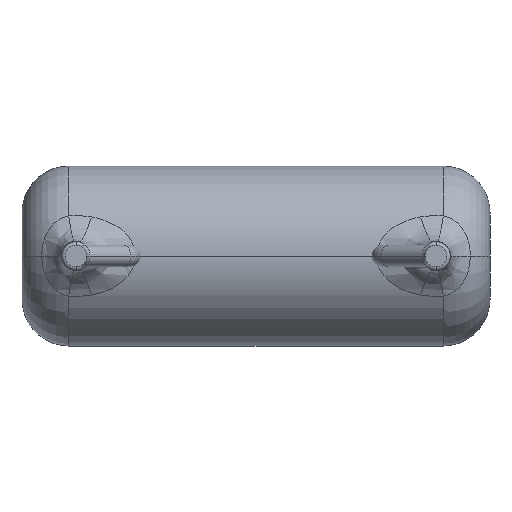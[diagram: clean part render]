
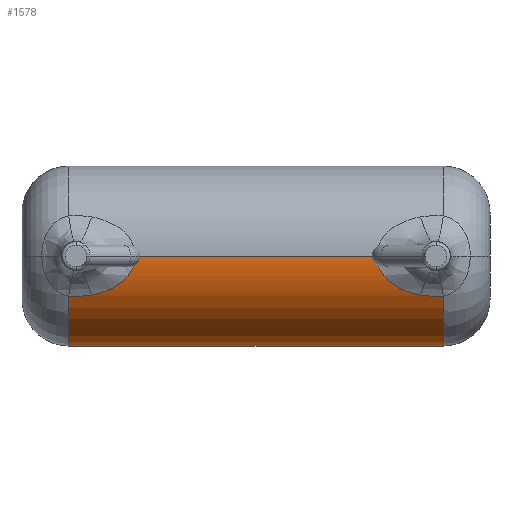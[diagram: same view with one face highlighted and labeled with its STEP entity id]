
A CAD part, front view. The second image highlights one B-rep face of the part: STEP entity #1578.
In plain terms, the highlighted cylindrical face has radius 2.5 mm (diameter 5 mm), a partial arc.
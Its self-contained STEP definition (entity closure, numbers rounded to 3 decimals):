
#9 = CARTESIAN_POINT ( 'NONE',  ( 4.426, 5.235, -1.058 ) ) ;
#49 = CARTESIAN_POINT ( 'NONE',  ( 5.2, 5.261, -1.112 ) ) ;
#65 = CARTESIAN_POINT ( 'NONE',  ( 5.2, 7.5, 0. ) ) ;
#70 = CARTESIAN_POINT ( 'NONE',  ( -3.88, 5.144, -0.842 ) ) ;
#78 = VERTEX_POINT ( 'NONE', #49 ) ;
#146 = ORIENTED_EDGE ( 'NONE', *, *, #1384, .T. ) ;
#186 = ORIENTED_EDGE ( 'NONE', *, *, #1038, .T. ) ;
#201 = FACE_OUTER_BOUND ( 'NONE', #1601, .T. ) ;
#215 = VERTEX_POINT ( 'NONE', #347 ) ;
#227 = CARTESIAN_POINT ( 'NONE',  ( 3.88, 5.144, -0.842 ) ) ;
#247 = CARTESIAN_POINT ( 'NONE',  ( 4.99, 5.269, -1.128 ) ) ;
#282 = ORIENTED_EDGE ( 'NONE', *, *, #2323, .F. ) ;
#347 = CARTESIAN_POINT ( 'NONE',  ( -3.357, 5., 0. ) ) ;
#355 = DIRECTION ( 'NONE',  ( 1., 0., 0. ) ) ;
#368 = LINE ( 'NONE', #1290, #2278 ) ;
#397 = CARTESIAN_POINT ( 'NONE',  ( 4.01, 5.171, -0.911 ) ) ;
#399 = DIRECTION ( 'NONE',  ( -1., 0., 0. ) ) ;
#430 = VERTEX_POINT ( 'NONE', #1739 ) ;
#439 = CARTESIAN_POINT ( 'NONE',  ( -3.357, 5., 0. ) ) ;
#453 = CARTESIAN_POINT ( 'NONE',  ( -4.284, 5.217, -1.02 ) ) ;
#486 = ORIENTED_EDGE ( 'NONE', *, *, #922, .F. ) ;
#513 = VERTEX_POINT ( 'NONE', #697 ) ;
#538 = CARTESIAN_POINT ( 'NONE',  ( -4.573, 5.247, -1.084 ) ) ;
#622 = CARTESIAN_POINT ( 'NONE',  ( -3.4, 5.015, -0.299 ) ) ;
#635 = CARTESIAN_POINT ( 'NONE',  ( -4.573, 5.247, -1.084 ) ) ;
#697 = CARTESIAN_POINT ( 'NONE',  ( 3.357, 5., 0. ) ) ;
#741 = DIRECTION ( 'NONE',  ( -1., 0., 0. ) ) ;
#744 = CARTESIAN_POINT ( 'NONE',  ( 3.4, 5.015, -0.299 ) ) ;
#759 = DIRECTION ( 'NONE',  ( 0., 1., 0. ) ) ;
#791 = CARTESIAN_POINT ( 'NONE',  ( 4.779, 5.264, -1.119 ) ) ;
#800 = ORIENTED_EDGE ( 'NONE', *, *, #2142, .T. ) ;
#807 = DIRECTION ( 'NONE',  ( -1., 0., 0. ) ) ;
#831 = VERTEX_POINT ( 'NONE', #1452 ) ;
#891 = VERTEX_POINT ( 'NONE', #1845 ) ;
#922 = EDGE_CURVE ( 'NONE', #430, #831, #2012, .T. ) ;
#970 = CARTESIAN_POINT ( 'NONE',  ( 3.648, 5.088, -0.663 ) ) ;
#1038 = EDGE_CURVE ( 'NONE', #430, #78, #2071, .T. ) ;
#1089 = B_SPLINE_CURVE_WITH_KNOTS ( 'NONE', 3,
 ( #1707, #247, #791, #1901 ),
 .UNSPECIFIED., .F., .F.,
 ( 4, 4 ),
 ( 0., 0.001 ),
 .UNSPECIFIED. ) ;
#1103 = ORIENTED_EDGE ( 'NONE', *, *, #1437, .F. ) ;
#1138 = CARTESIAN_POINT ( 'NONE',  ( 0., 7.5, -2.5 ) ) ;
#1221 = VECTOR ( 'NONE', #741, 1000. ) ;
#1290 = CARTESIAN_POINT ( 'NONE',  ( 0., 5., 0. ) ) ;
#1312 = VERTEX_POINT ( 'NONE', #1669 ) ;
#1322 = DIRECTION ( 'NONE',  ( 0., -1., 0. ) ) ;
#1325 = CARTESIAN_POINT ( 'NONE',  ( 4.284, 5.217, -1.02 ) ) ;
#1344 = ORIENTED_EDGE ( 'NONE', *, *, #1871, .F. ) ;
#1350 = CARTESIAN_POINT ( 'NONE',  ( -3.357, 5., -0.151 ) ) ;
#1384 = EDGE_CURVE ( 'NONE', #78, #891, #1089, .T. ) ;
#1398 = CARTESIAN_POINT ( 'NONE',  ( -4.01, 5.171, -0.911 ) ) ;
#1437 = EDGE_CURVE ( 'NONE', #1768, #1312, #2125, .T. ) ;
#1452 = CARTESIAN_POINT ( 'NONE',  ( -5.2, 7.5, -2.5 ) ) ;
#1471 = ORIENTED_EDGE ( 'NONE', *, *, #1623, .T. ) ;
#1479 = CARTESIAN_POINT ( 'NONE',  ( 3.357, 5., -0.151 ) ) ;
#1498 = DIRECTION ( 'NONE',  ( 0., -1., 0. ) ) ;
#1503 = CARTESIAN_POINT ( 'NONE',  ( 4.573, 5.247, -1.084 ) ) ;
#1558 = B_SPLINE_CURVE_WITH_KNOTS ( 'NONE', 3,
 ( #635, #1564, #453, #1398, #70, #1936, #2138, #622, #1350, #439 ),
 .UNSPECIFIED., .F., .F.,
 ( 4, 2, 2, 2, 4 ),
 ( 0., 0., 0.001, 0.001, 0.002 ),
 .UNSPECIFIED. ) ;
#1564 = CARTESIAN_POINT ( 'NONE',  ( -4.426, 5.235, -1.058 ) ) ;
#1566 = AXIS2_PLACEMENT_3D ( 'NONE', #1708, #1891, #1498 ) ;
#1578 = ADVANCED_FACE ( 'NONE', ( #201 ), #1849, .T. ) ;
#1601 = EDGE_LOOP ( 'NONE', ( #186, #146, #1471, #800, #282, #1103, #1344, #486 ) ) ;
#1623 = EDGE_CURVE ( 'NONE', #891, #513, #1713, .T. ) ;
#1645 = CIRCLE ( 'NONE', #1566, 2.5 ) ;
#1663 = CARTESIAN_POINT ( 'NONE',  ( 3.547, 5.059, -0.555 ) ) ;
#1669 = CARTESIAN_POINT ( 'NONE',  ( -4.573, 5.247, -1.084 ) ) ;
#1695 = CARTESIAN_POINT ( 'NONE',  ( -5.2, 5.261, -1.112 ) ) ;
#1707 = CARTESIAN_POINT ( 'NONE',  ( 5.2, 5.261, -1.112 ) ) ;
#1708 = CARTESIAN_POINT ( 'NONE',  ( -5.2, 7.5, 0. ) ) ;
#1713 = B_SPLINE_CURVE_WITH_KNOTS ( 'NONE', 3,
 ( #1503, #9, #1325, #397, #227, #970, #1663, #744, #1479, #2224 ),
 .UNSPECIFIED., .F., .F.,
 ( 4, 2, 2, 2, 4 ),
 ( 0., 0., 0.001, 0.001, 0.002 ),
 .UNSPECIFIED. ) ;
#1739 = CARTESIAN_POINT ( 'NONE',  ( 5.2, 7.5, -2.5 ) ) ;
#1741 = CARTESIAN_POINT ( 'NONE',  ( -4.99, 5.269, -1.128 ) ) ;
#1768 = VERTEX_POINT ( 'NONE', #1695 ) ;
#1838 = AXIS2_PLACEMENT_3D ( 'NONE', #65, #807, #1322 ) ;
#1845 = CARTESIAN_POINT ( 'NONE',  ( 4.573, 5.247, -1.084 ) ) ;
#1849 = CYLINDRICAL_SURFACE ( 'NONE', #2346, 2.5 ) ;
#1871 = EDGE_CURVE ( 'NONE', #831, #1768, #1645, .T. ) ;
#1891 = DIRECTION ( 'NONE',  ( -1., 0., 0. ) ) ;
#1901 = CARTESIAN_POINT ( 'NONE',  ( 4.573, 5.247, -1.084 ) ) ;
#1936 = CARTESIAN_POINT ( 'NONE',  ( -3.648, 5.088, -0.663 ) ) ;
#1950 = CARTESIAN_POINT ( 'NONE',  ( -5.2, 5.261, -1.112 ) ) ;
#2012 = LINE ( 'NONE', #1138, #1221 ) ;
#2056 = CARTESIAN_POINT ( 'NONE',  ( 0., 7.5, 0. ) ) ;
#2071 = CIRCLE ( 'NONE', #1838, 2.5 ) ;
#2125 = B_SPLINE_CURVE_WITH_KNOTS ( 'NONE', 3,
 ( #1950, #1741, #2189, #538 ),
 .UNSPECIFIED., .F., .F.,
 ( 4, 4 ),
 ( 0., 0.001 ),
 .UNSPECIFIED. ) ;
#2138 = CARTESIAN_POINT ( 'NONE',  ( -3.547, 5.059, -0.555 ) ) ;
#2142 = EDGE_CURVE ( 'NONE', #513, #215, #368, .T. ) ;
#2189 = CARTESIAN_POINT ( 'NONE',  ( -4.779, 5.264, -1.119 ) ) ;
#2224 = CARTESIAN_POINT ( 'NONE',  ( 3.357, 5., 0. ) ) ;
#2278 = VECTOR ( 'NONE', #399, 1000. ) ;
#2323 = EDGE_CURVE ( 'NONE', #1312, #215, #1558, .T. ) ;
#2346 = AXIS2_PLACEMENT_3D ( 'NONE', #2056, #355, #759 ) ;
